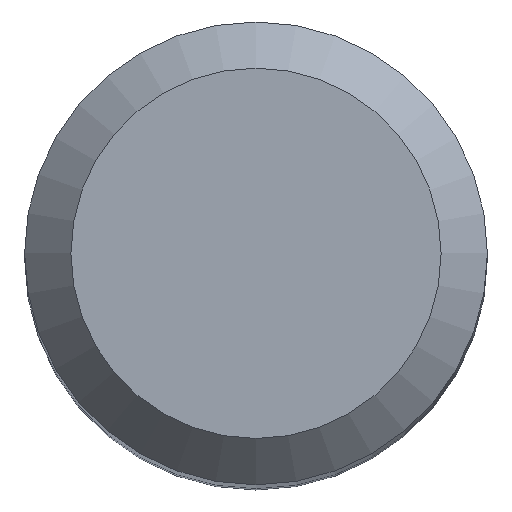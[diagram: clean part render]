
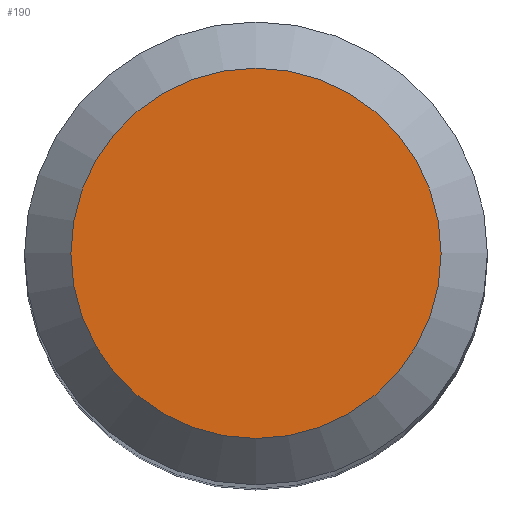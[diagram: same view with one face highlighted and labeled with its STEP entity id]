
A CAD part, top view. The second image highlights one B-rep face of the part: STEP entity #190.
In plain terms, the highlighted planar face has unit normal (0, 0, 1).
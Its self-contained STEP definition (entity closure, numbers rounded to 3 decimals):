
#13 = DIRECTION ( 'NONE',  ( 0., 1., 0. ) ) ;
#50 = DIRECTION ( 'NONE',  ( 0., 0., -1. ) ) ;
#51 = CIRCLE ( 'NONE', #115, 4. ) ;
#64 = PLANE ( 'NONE',  #157 ) ;
#115 = AXIS2_PLACEMENT_3D ( 'NONE', #128, #185, #154 ) ;
#125 = FACE_OUTER_BOUND ( 'NONE', #152, .T. ) ;
#127 = CARTESIAN_POINT ( 'NONE',  ( 0., 0., 67. ) ) ;
#128 = CARTESIAN_POINT ( 'NONE',  ( 0., 0., 67. ) ) ;
#136 = EDGE_CURVE ( 'NONE', #205, #205, #51, .T. ) ;
#152 = EDGE_LOOP ( 'NONE', ( #175 ) ) ;
#154 = DIRECTION ( 'NONE',  ( 0., -1., 0. ) ) ;
#157 = AXIS2_PLACEMENT_3D ( 'NONE', #127, #50, #13 ) ;
#175 = ORIENTED_EDGE ( 'NONE', *, *, #136, .T. ) ;
#185 = DIRECTION ( 'NONE',  ( 0., 0., 1. ) ) ;
#187 = CARTESIAN_POINT ( 'NONE',  ( 0., -4., 67. ) ) ;
#190 = ADVANCED_FACE ( 'NONE', ( #125 ), #64, .F. ) ;
#205 = VERTEX_POINT ( 'NONE', #187 ) ;
